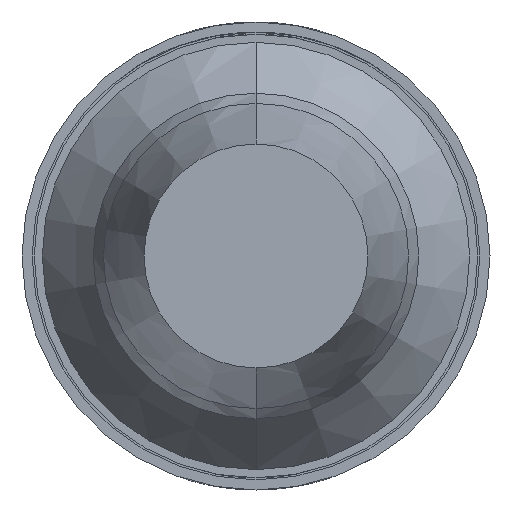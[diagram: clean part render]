
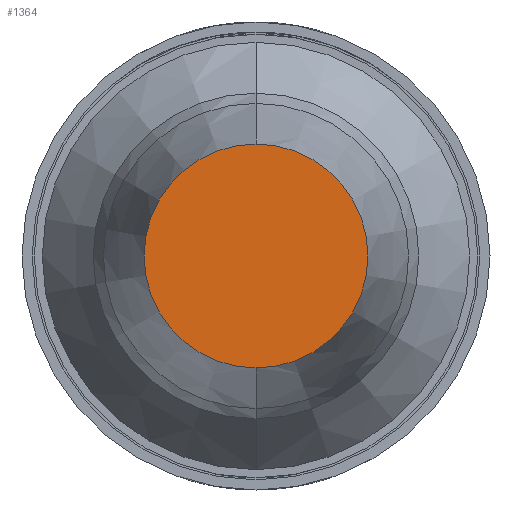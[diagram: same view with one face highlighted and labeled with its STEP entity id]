
A CAD part, front view. The second image highlights one B-rep face of the part: STEP entity #1364.
In plain terms, the highlighted planar face has unit normal (0, -1, 0).
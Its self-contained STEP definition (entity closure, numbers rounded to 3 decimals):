
#312 = ORIENTED_EDGE ( 'NONE', *, *, #4555, .F. ) ;
#765 = CIRCLE ( 'NONE', #6047, 0.55 ) ;
#773 = EDGE_LOOP ( 'NONE', ( #312, #7602 ) ) ;
#936 = CIRCLE ( 'NONE', #953, 0.55 ) ;
#953 = AXIS2_PLACEMENT_3D ( 'NONE', #1473, #5095, #5631 ) ;
#1364 = ADVANCED_FACE ( 'Defeature ausgef�hrt1_27', ( #3599 ), #1940, .F. ) ;
#1473 = CARTESIAN_POINT ( 'NONE',  ( 0., -39.2, 0. ) ) ;
#1574 = DIRECTION ( 'NONE',  ( 0., 1., 0. ) ) ;
#1923 = VERTEX_POINT ( 'NONE', #7409 ) ;
#1940 = PLANE ( 'NONE',  #4183 ) ;
#1983 = CARTESIAN_POINT ( 'NONE',  ( 0., -39.2, 0. ) ) ;
#3599 = FACE_OUTER_BOUND ( 'NONE', #773, .T. ) ;
#3982 = DIRECTION ( 'NONE',  ( 0., 0., 1. ) ) ;
#4183 = AXIS2_PLACEMENT_3D ( 'NONE', #1983, #6773, #6128 ) ;
#4386 = EDGE_CURVE ( 'Defeature ausgef�hrt1_28+Defeature ausgef�hrt1_27+Defeature ausgef�hrt1_27+Defeature ausgef�hrt1_27', #4870, #1923, #936, .T. ) ;
#4447 = CARTESIAN_POINT ( 'NONE',  ( 0., -39.2, -0.55 ) ) ;
#4555 = EDGE_CURVE ( 'Defeature ausgef�hrt1_28+Defeature ausgef�hrt1_27+Defeature ausgef�hrt1_27+Defeature ausgef�hrt1_27', #1923, #4870, #765, .T. ) ;
#4870 = VERTEX_POINT ( 'NONE', #4447 ) ;
#5095 = DIRECTION ( 'NONE',  ( 0., 1., 0. ) ) ;
#5631 = DIRECTION ( 'NONE',  ( 0., 0., 1. ) ) ;
#6047 = AXIS2_PLACEMENT_3D ( 'NONE', #7650, #1574, #3982 ) ;
#6128 = DIRECTION ( 'NONE',  ( 0., 0., 1. ) ) ;
#6773 = DIRECTION ( 'NONE',  ( 0., 1., 0. ) ) ;
#7409 = CARTESIAN_POINT ( 'NONE',  ( 0., -39.2, 0.55 ) ) ;
#7602 = ORIENTED_EDGE ( 'NONE', *, *, #4386, .F. ) ;
#7650 = CARTESIAN_POINT ( 'NONE',  ( 0., -39.2, 0. ) ) ;
